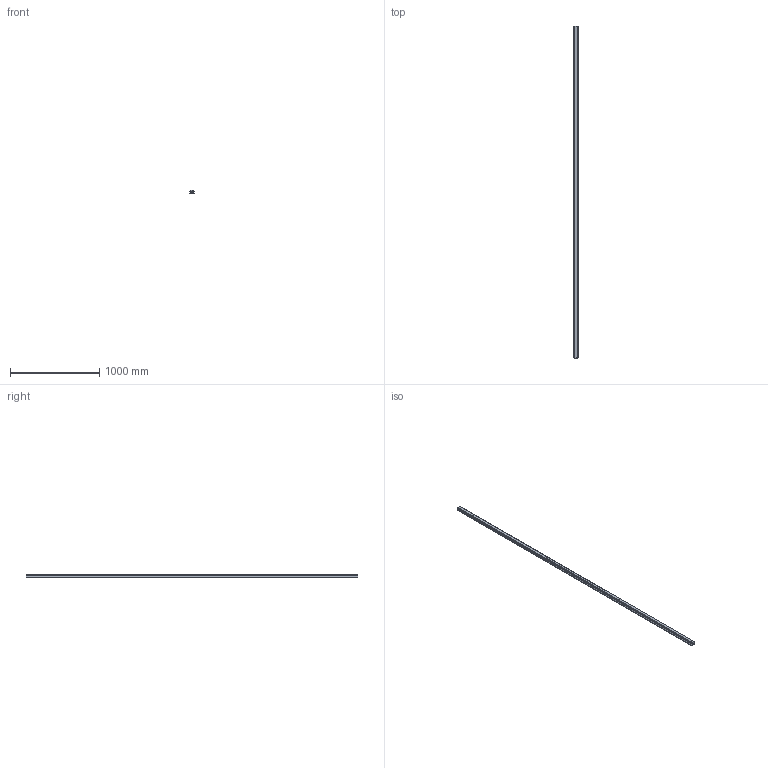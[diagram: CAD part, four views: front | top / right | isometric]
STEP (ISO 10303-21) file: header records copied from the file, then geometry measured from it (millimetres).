
FILE_DESCRIPTION(('STEP AP214'),'1');
FILE_NAME('cctmp_54399711-C514-4956-84E0-E1ABAD9C8879_2021_02_01_10_42_07_0699..stp','2021-02-01T09:42:07',('HIWIN GmbH'),('CADClick - www.CADClick.com'),'Spatial InterOp 3D',' ','unknown authorization');
FILE_SCHEMA(('AUTOMOTIVE_DESIGN'));
Length unit declared in the file: millimetre
Products named in the file (1): HGR45T3725C_FILE
Bounding box: 45 x 3725 x 38 mm (x, y, z)
Volume: 5215504.7 mm3; surface area: 674397.9 mm2
Topology: 1 solids, 1 shells, 241 faces, 633 edges, 362 vertices
Faces by surface type: plane 93, cylinder 76, cone 72
Entity records: 8771 total; most frequent: DIRECTION 1197, CARTESIAN_POINT 1165, ORIENTED_EDGE 1122, EDGE_CURVE 561, LINE 409, VECTOR 409, AXIS2_PLACEMENT_3D 394, VERTEX_POINT 362
